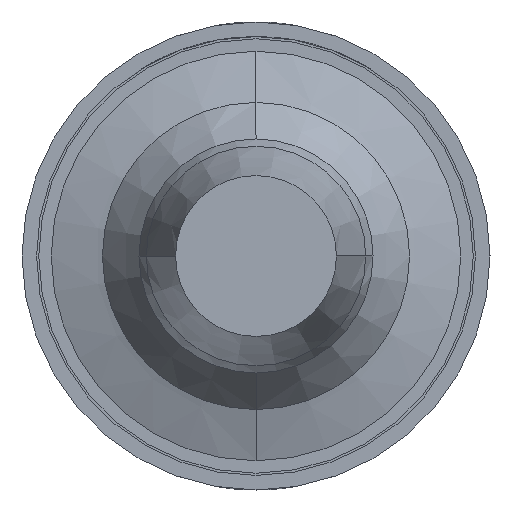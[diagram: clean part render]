
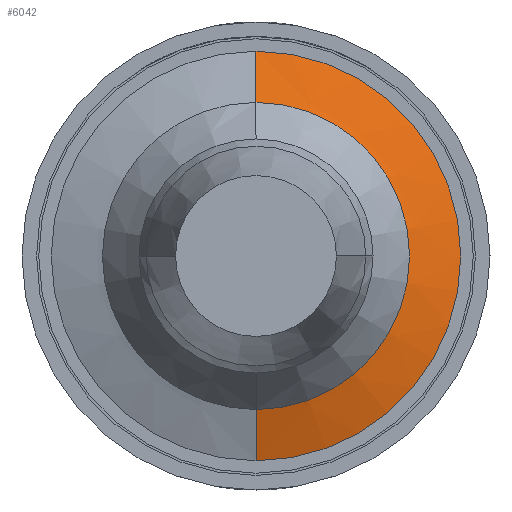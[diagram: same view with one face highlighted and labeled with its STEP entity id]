
A CAD part, front view. The second image highlights one B-rep face of the part: STEP entity #6042.
In plain terms, the highlighted conical face has half-angle 71.565 degrees and reference radius 0.8 mm.
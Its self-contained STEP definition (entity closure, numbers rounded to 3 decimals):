
#45 = VECTOR ( 'NONE', #4611, 1000. ) ;
#231 = VECTOR ( 'NONE', #2846, 1000. ) ;
#268 = VERTEX_POINT ( 'NONE', #1846 ) ;
#288 = EDGE_CURVE ( 'Defeature ausgef�hrt1_32+Defeature ausgef�hrt1_31+Defeature ausgef�hrt1_31+Defeature ausgef�hrt1_31', #1535, #4822, #1146, .T. ) ;
#360 = CARTESIAN_POINT ( 'NONE',  ( 0., -9.3, 0.8 ) ) ;
#498 = VERTEX_POINT ( 'NONE', #1706 ) ;
#518 = AXIS2_PLACEMENT_3D ( 'NONE', #1289, #1809, #5421 ) ;
#1146 = CIRCLE ( 'NONE', #518, 0.8 ) ;
#1289 = CARTESIAN_POINT ( 'NONE',  ( 0., -9.3, 0. ) ) ;
#1375 = CARTESIAN_POINT ( 'NONE',  ( 0., -9.3, -0.8 ) ) ;
#1535 = VERTEX_POINT ( 'NONE', #3672 ) ;
#1706 = CARTESIAN_POINT ( 'NONE',  ( 0., -9.1, 1.4 ) ) ;
#1803 = ORIENTED_EDGE ( 'NONE', *, *, #288, .T. ) ;
#1809 = DIRECTION ( 'NONE',  ( 0., 1., 0. ) ) ;
#1846 = CARTESIAN_POINT ( 'NONE',  ( 0., -9.1, -1.4 ) ) ;
#2121 = AXIS2_PLACEMENT_3D ( 'NONE', #6168, #5110, #2628 ) ;
#2145 = EDGE_CURVE ( 'NONE', #4822, #268, #2734, .T. ) ;
#2351 = EDGE_CURVE ( 'Defeature ausgef�hrt1_33+Defeature ausgef�hrt1_32+Defeature ausgef�hrt1_32+Defeature ausgef�hrt1_32', #498, #268, #3524, .T. ) ;
#2584 = DIRECTION ( 'NONE',  ( 0., 0., -1. ) ) ;
#2628 = DIRECTION ( 'NONE',  ( 0., 0., -1. ) ) ;
#2652 = EDGE_LOOP ( 'NONE', ( #5012, #1803, #4852, #3309 ) ) ;
#2734 = LINE ( 'NONE', #5894, #231 ) ;
#2846 = DIRECTION ( 'NONE',  ( 0., 0.316, -0.949 ) ) ;
#2968 = CONICAL_SURFACE ( 'NONE', #2121, 0.8, 1.249 ) ;
#3309 = ORIENTED_EDGE ( 'NONE', *, *, #2351, .F. ) ;
#3341 = EDGE_CURVE ( 'NONE', #1535, #498, #4808, .T. ) ;
#3524 = CIRCLE ( 'NONE', #5030, 1.4 ) ;
#3672 = CARTESIAN_POINT ( 'NONE',  ( 0., -9.3, 0.8 ) ) ;
#4158 = FACE_OUTER_BOUND ( 'NONE', #2652, .T. ) ;
#4611 = DIRECTION ( 'NONE',  ( 0., 0.316, 0.949 ) ) ;
#4808 = LINE ( 'NONE', #360, #45 ) ;
#4822 = VERTEX_POINT ( 'NONE', #1375 ) ;
#4852 = ORIENTED_EDGE ( 'NONE', *, *, #2145, .T. ) ;
#5012 = ORIENTED_EDGE ( 'NONE', *, *, #3341, .F. ) ;
#5030 = AXIS2_PLACEMENT_3D ( 'NONE', #6205, #5663, #2584 ) ;
#5110 = DIRECTION ( 'NONE',  ( 0., 1., 0. ) ) ;
#5421 = DIRECTION ( 'NONE',  ( 0., 0., -1. ) ) ;
#5663 = DIRECTION ( 'NONE',  ( 0., 1., 0. ) ) ;
#5894 = CARTESIAN_POINT ( 'NONE',  ( 0., -9.3, -0.8 ) ) ;
#6042 = ADVANCED_FACE ( 'Defeature ausgef�hrt1_32', ( #4158 ), #2968, .T. ) ;
#6168 = CARTESIAN_POINT ( 'NONE',  ( 0., -9.3, 0. ) ) ;
#6205 = CARTESIAN_POINT ( 'NONE',  ( 0., -9.1, 0. ) ) ;
